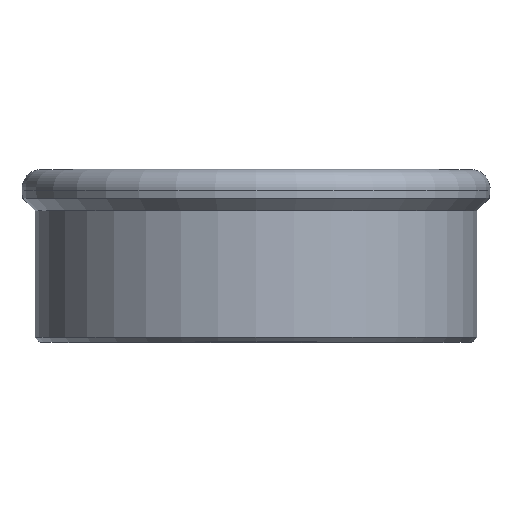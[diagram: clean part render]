
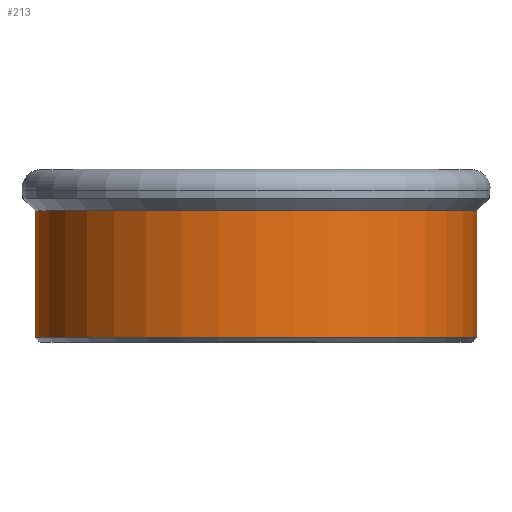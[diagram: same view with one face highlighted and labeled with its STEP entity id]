
A CAD part, top view. The second image highlights one B-rep face of the part: STEP entity #213.
In plain terms, the highlighted cylindrical face has radius 23 mm (diameter 46 mm), a full revolution.
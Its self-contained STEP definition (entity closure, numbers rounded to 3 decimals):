
#26=CYLINDRICAL_SURFACE('',#268,23.);
#37=FACE_OUTER_BOUND('',#54,.T.);
#54=EDGE_LOOP('',(#182,#183,#184,#185));
#64=LINE('',#404,#72);
#72=VECTOR('',#339,23.);
#90=CIRCLE('',#264,23.);
#93=CIRCLE('',#269,23.);
#108=VERTEX_POINT('',#394);
#111=VERTEX_POINT('',#403);
#132=EDGE_CURVE('',#108,#108,#90,.T.);
#136=EDGE_CURVE('',#108,#111,#64,.T.);
#137=EDGE_CURVE('',#111,#111,#93,.T.);
#182=ORIENTED_EDGE('',*,*,#132,.F.);
#183=ORIENTED_EDGE('',*,*,#136,.T.);
#184=ORIENTED_EDGE('',*,*,#137,.F.);
#185=ORIENTED_EDGE('',*,*,#136,.F.);
#213=ADVANCED_FACE('',(#37),#26,.T.);
#264=AXIS2_PLACEMENT_3D('',#395,#328,#329);
#268=AXIS2_PLACEMENT_3D('',#402,#337,#338);
#269=AXIS2_PLACEMENT_3D('',#405,#340,#341);
#328=DIRECTION('center_axis',(0.,-1.,0.));
#329=DIRECTION('ref_axis',(-1.,0.,0.));
#337=DIRECTION('center_axis',(0.,1.,0.));
#338=DIRECTION('ref_axis',(-1.,0.,0.));
#339=DIRECTION('',(0.,1.,0.));
#340=DIRECTION('center_axis',(0.,1.,0.));
#341=DIRECTION('ref_axis',(-1.,0.,0.));
#394=CARTESIAN_POINT('',(23.,0.5,0.));
#395=CARTESIAN_POINT('Origin',(0.,0.5,0.));
#402=CARTESIAN_POINT('Origin',(0.,0.,0.));
#403=CARTESIAN_POINT('',(23.,13.7,0.));
#404=CARTESIAN_POINT('',(23.,0.,0.));
#405=CARTESIAN_POINT('Origin',(0.,13.7,0.));
